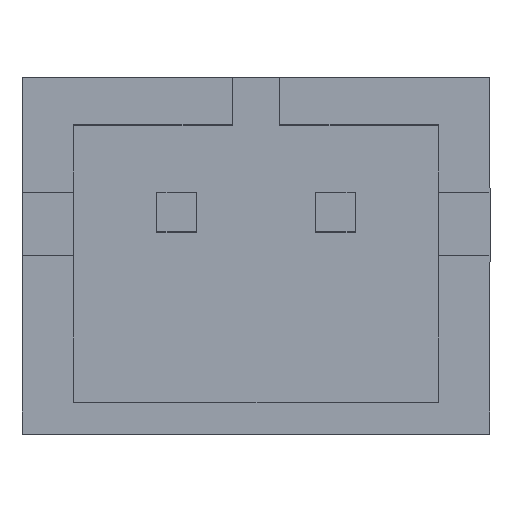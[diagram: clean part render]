
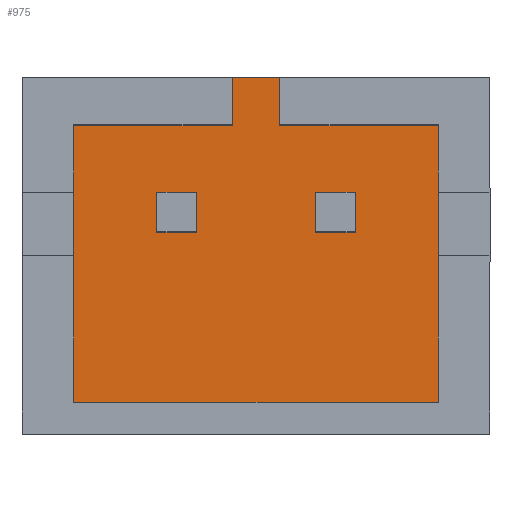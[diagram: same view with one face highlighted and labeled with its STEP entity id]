
A CAD part, top view. The second image highlights one B-rep face of the part: STEP entity #975.
In plain terms, the highlighted planar face has unit normal (0, 0, 1).
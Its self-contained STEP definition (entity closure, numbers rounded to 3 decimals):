
#69=FACE_OUTER_BOUND('',#121,.T.);
#121=EDGE_LOOP('',(#803,#804,#805,#806,#807,#808,#809,#810));
#196=LINE('',#1417,#328);
#220=LINE('',#1467,#352);
#228=LINE('',#1480,#360);
#233=LINE('',#1490,#365);
#236=LINE('',#1495,#368);
#238=LINE('',#1499,#370);
#241=LINE('',#1505,#373);
#244=LINE('',#1510,#376);
#328=VECTOR('',#1164,2.);
#352=VECTOR('',#1202,3.5);
#360=VECTOR('',#1212,3.5);
#365=VECTOR('',#1219,2.);
#368=VECTOR('',#1224,4.6);
#370=VECTOR('',#1228,0.6);
#373=VECTOR('',#1233,0.6);
#376=VECTOR('',#1238,0.6);
#441=VERTEX_POINT('',#1414);
#442=VERTEX_POINT('',#1416);
#460=VERTEX_POINT('',#1464);
#461=VERTEX_POINT('',#1466);
#465=VERTEX_POINT('',#1479);
#469=VERTEX_POINT('',#1489);
#471=VERTEX_POINT('',#1498);
#473=VERTEX_POINT('',#1504);
#548=EDGE_CURVE('',#441,#442,#196,.T.);
#572=EDGE_CURVE('',#461,#460,#220,.T.);
#580=EDGE_CURVE('',#465,#442,#228,.T.);
#585=EDGE_CURVE('',#461,#469,#233,.T.);
#588=EDGE_CURVE('',#460,#465,#236,.T.);
#590=EDGE_CURVE('',#469,#471,#238,.T.);
#593=EDGE_CURVE('',#473,#441,#241,.T.);
#596=EDGE_CURVE('',#471,#473,#244,.T.);
#803=ORIENTED_EDGE('',*,*,#590,.F.);
#804=ORIENTED_EDGE('',*,*,#585,.F.);
#805=ORIENTED_EDGE('',*,*,#572,.T.);
#806=ORIENTED_EDGE('',*,*,#588,.T.);
#807=ORIENTED_EDGE('',*,*,#580,.T.);
#808=ORIENTED_EDGE('',*,*,#548,.F.);
#809=ORIENTED_EDGE('',*,*,#593,.F.);
#810=ORIENTED_EDGE('',*,*,#596,.F.);
#923=PLANE('',#1033);
#975=ADVANCED_FACE('',(#69),#923,.F.);
#1033=AXIS2_PLACEMENT_3D('',#1509,#1236,#1237);
#1164=DIRECTION('',(1.,0.,0.));
#1202=DIRECTION('',(0.,-1.,0.));
#1212=DIRECTION('',(0.,1.,0.));
#1219=DIRECTION('',(1.,0.,0.));
#1224=DIRECTION('',(1.,0.,0.));
#1228=DIRECTION('',(0.,1.,0.));
#1233=DIRECTION('',(0.,-1.,0.));
#1236=DIRECTION('center_axis',(0.,0.,
-1.));
#1237=DIRECTION('ref_axis',(-1.,0.,0.));
#1238=DIRECTION('',(1.,0.,0.));
#1414=CARTESIAN_POINT('',(0.3,1.1,1.75));
#1416=CARTESIAN_POINT('',(2.3,1.1,1.75));
#1417=CARTESIAN_POINT('',(0.,1.1,1.75));
#1464=CARTESIAN_POINT('',(-2.3,-2.4,1.75));
#1466=CARTESIAN_POINT('',(-2.3,1.1,1.75));
#1467=CARTESIAN_POINT('',(-2.3,-0.65,1.75));
#1479=CARTESIAN_POINT('',(2.3,-2.4,1.75));
#1480=CARTESIAN_POINT('',(2.3,-0.65,1.75));
#1489=CARTESIAN_POINT('',(-0.3,1.1,1.75));
#1490=CARTESIAN_POINT('',(0.,1.1,1.75));
#1495=CARTESIAN_POINT('',(0.,-2.4,1.75));
#1498=CARTESIAN_POINT('',(-0.3,1.7,1.75));
#1499=CARTESIAN_POINT('',(-0.3,1.4,1.75));
#1504=CARTESIAN_POINT('',(0.3,1.7,1.75));
#1505=CARTESIAN_POINT('',(0.3,1.4,1.75));
#1509=CARTESIAN_POINT('Origin',(0.,1.4,1.75));
#1510=CARTESIAN_POINT('',(0.,1.7,1.75));
